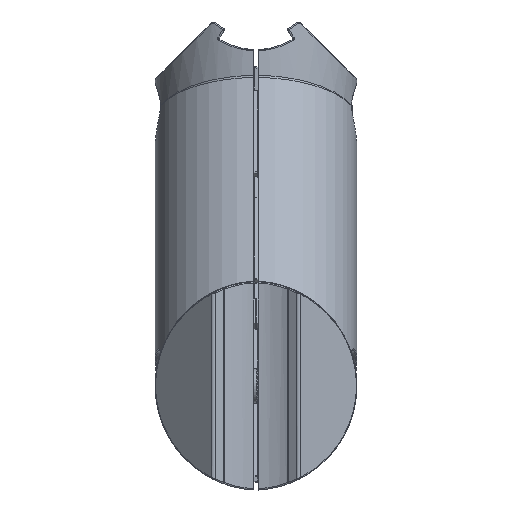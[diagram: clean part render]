
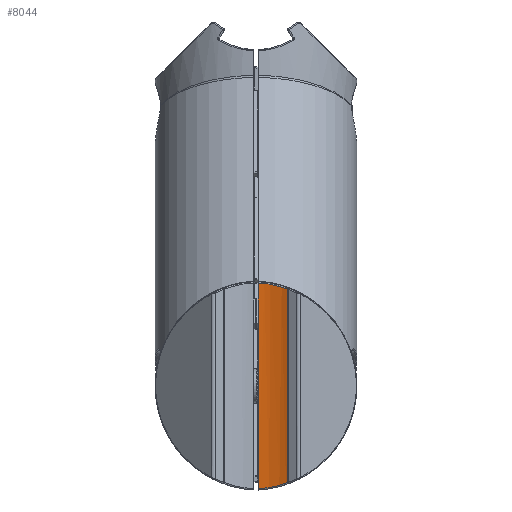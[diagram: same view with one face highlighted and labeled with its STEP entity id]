
A CAD part, front view. The second image highlights one B-rep face of the part: STEP entity #8044.
In plain terms, the highlighted cylindrical face has radius 14 mm (diameter 28 mm), a partial arc.
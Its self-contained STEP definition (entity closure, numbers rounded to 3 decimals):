
#318=B_SPLINE_CURVE_WITH_KNOTS('',3,(#15128,#15129,#15130,#15131,#15132,
#15133,#15134,#15135),.UNSPECIFIED.,.F.,.F.,(4,2,2,4),(0.,0.002,
0.003,0.006),.UNSPECIFIED.);
#319=B_SPLINE_CURVE_WITH_KNOTS('',3,(#15138,#15139,#15140,#15141,#15142,
#15143,#15144,#15145),.UNSPECIFIED.,.F.,.F.,(4,2,2,4),(0.,0.003,
0.005,0.006),.UNSPECIFIED.);
#680=LINE('',#13408,#1067);
#736=LINE('',#15137,#1123);
#1067=VECTOR('',#10151,1000.);
#1123=VECTOR('',#10337,1000.);
#1541=CYLINDRICAL_SURFACE('',#8848,14.);
#1711=FACE_OUTER_BOUND('',#2264,.T.);
#2264=EDGE_LOOP('',(#5806,#5807,#5808,#5809));
#3531=VERTEX_POINT('',#13405);
#3532=VERTEX_POINT('',#13407);
#3665=VERTEX_POINT('',#15127);
#3666=VERTEX_POINT('',#15136);
#4310=EDGE_CURVE('',#3532,#3531,#680,.T.);
#4469=EDGE_CURVE('',#3531,#3665,#318,.T.);
#4470=EDGE_CURVE('',#3666,#3665,#736,.T.);
#4471=EDGE_CURVE('',#3666,#3532,#319,.T.);
#5806=ORIENTED_EDGE('',*,*,#4310,.T.);
#5807=ORIENTED_EDGE('',*,*,#4469,.T.);
#5808=ORIENTED_EDGE('',*,*,#4470,.F.);
#5809=ORIENTED_EDGE('',*,*,#4471,.T.);
#8044=ADVANCED_FACE('',(#1711),#1541,.F.);
#8848=AXIS2_PLACEMENT_3D('',#15126,#10335,#10336);
#10151=DIRECTION('',(0.,0.,1.));
#10335=DIRECTION('center_axis',(0.,0.,
1.));
#10336=DIRECTION('ref_axis',(1.,0.,0.));
#10337=DIRECTION('',(0.,0.,1.));
#13405=CARTESIAN_POINT('',(-1.,-12.036,17.771));
#13407=CARTESIAN_POINT('',(-1.,-12.036,-17.771));
#13408=CARTESIAN_POINT('',(-1.,-12.036,-35.709));
#15126=CARTESIAN_POINT('Origin',(0.,-26.,-35.709));
#15127=CARTESIAN_POINT('',(-6.824,-13.775,16.399));
#15128=CARTESIAN_POINT('Ctrl Pts',(-1.,-12.036,17.771));
#15129=CARTESIAN_POINT('Ctrl Pts',(-1.527,-12.073,
17.741));
#15130=CARTESIAN_POINT('Ctrl Pts',(-2.046,-12.141,17.686));
#15131=CARTESIAN_POINT('Ctrl Pts',(-3.071,-12.331,
17.533));
#15132=CARTESIAN_POINT('Ctrl Pts',(-3.578,-12.455,
17.434));
#15133=CARTESIAN_POINT('Ctrl Pts',(-5.043,-12.9,
17.08));
#15134=CARTESIAN_POINT('Ctrl Pts',(-5.96,-13.293,
16.769));
#15135=CARTESIAN_POINT('Ctrl Pts',(-6.824,-13.775,
16.399));
#15136=CARTESIAN_POINT('',(-6.824,-13.775,-16.399));
#15137=CARTESIAN_POINT('',(-6.824,-13.775,-35.709));
#15138=CARTESIAN_POINT('Ctrl Pts',(-6.824,-13.775,
-16.399));
#15139=CARTESIAN_POINT('Ctrl Pts',(-5.96,-13.293,
-16.769));
#15140=CARTESIAN_POINT('Ctrl Pts',(-5.043,-12.9,
-17.08));
#15141=CARTESIAN_POINT('Ctrl Pts',(-3.578,-12.455,-17.434));
#15142=CARTESIAN_POINT('Ctrl Pts',(-3.071,-12.331,
-17.533));
#15143=CARTESIAN_POINT('Ctrl Pts',(-2.046,-12.141,
-17.686));
#15144=CARTESIAN_POINT('Ctrl Pts',(-1.527,-12.073,
-17.741));
#15145=CARTESIAN_POINT('Ctrl Pts',(-1.,-12.036,
-17.771));
